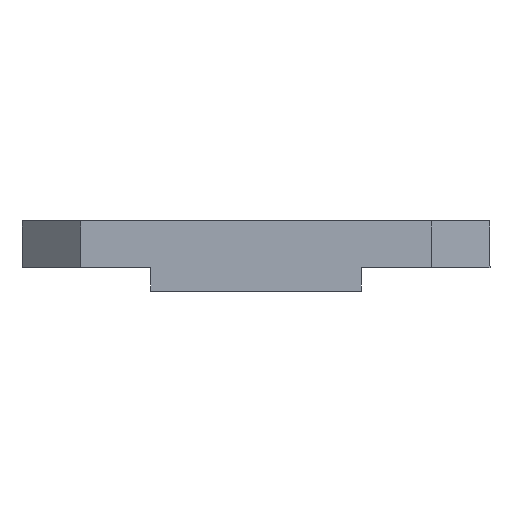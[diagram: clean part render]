
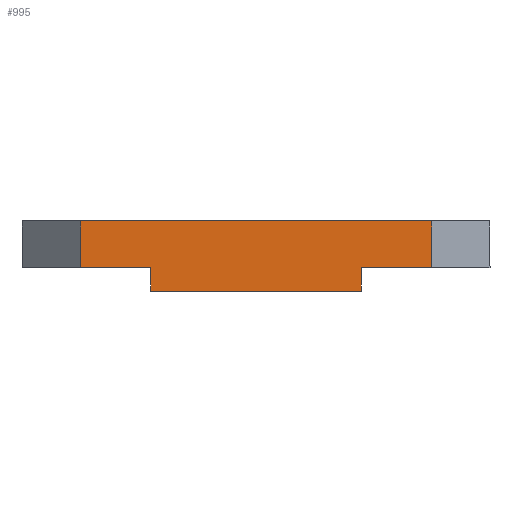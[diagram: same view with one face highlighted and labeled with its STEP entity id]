
A CAD part, left-side view. The second image highlights one B-rep face of the part: STEP entity #995.
In plain terms, the highlighted planar face has unit normal (-1, 0, 0).
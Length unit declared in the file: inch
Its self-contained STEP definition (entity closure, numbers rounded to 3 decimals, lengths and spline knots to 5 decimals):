
#32 = VECTOR ( 'NONE', #3704, 39.37008 ) ;
#54 = CARTESIAN_POINT ( 'NONE',  ( -2., -1.5, 0.2 ) ) ;
#122 = DIRECTION ( 'NONE',  ( 0., 0., 1. ) ) ;
#233 = LINE ( 'NONE', #758, #3683 ) ;
#241 = CARTESIAN_POINT ( 'NONE',  ( -2., 1.5, 0.6 ) ) ;
#293 = EDGE_CURVE ( 'NONE', #2941, #2771, #426, .T. ) ;
#354 = FACE_OUTER_BOUND ( 'NONE', #3365, .T. ) ;
#384 = EDGE_CURVE ( 'NONE', #634, #1237, #233, .T. ) ;
#426 = LINE ( 'NONE', #2675, #1897 ) ;
#521 = EDGE_CURVE ( 'NONE', #2334, #634, #3401, .T. ) ;
#544 = CARTESIAN_POINT ( 'NONE',  ( -2., -0.9, 0.6 ) ) ;
#566 = ORIENTED_EDGE ( 'NONE', *, *, #521, .T. ) ;
#568 = CARTESIAN_POINT ( 'NONE',  ( -2., -2., 0. ) ) ;
#634 = VERTEX_POINT ( 'NONE', #3492 ) ;
#681 = LINE ( 'NONE', #2984, #971 ) ;
#709 = EDGE_CURVE ( 'NONE', #3629, #2334, #1188, .T. ) ;
#736 = CARTESIAN_POINT ( 'NONE',  ( -2., 0.9, 0. ) ) ;
#758 = CARTESIAN_POINT ( 'NONE',  ( -2., -2., 0.2 ) ) ;
#760 = ORIENTED_EDGE ( 'NONE', *, *, #1693, .T. ) ;
#898 = LINE ( 'NONE', #1131, #3047 ) ;
#964 = ORIENTED_EDGE ( 'NONE', *, *, #384, .T. ) ;
#971 = VECTOR ( 'NONE', #122, 39.37008 ) ;
#995 = ADVANCED_FACE ( 'NONE', ( #354 ), #2707, .F. ) ;
#1057 = DIRECTION ( 'NONE',  ( 0., -1., 0. ) ) ;
#1064 = VECTOR ( 'NONE', #1723, 39.37008 ) ;
#1107 = VECTOR ( 'NONE', #1057, 39.37008 ) ;
#1131 = CARTESIAN_POINT ( 'NONE',  ( -2., 0.9, 0.6 ) ) ;
#1188 = LINE ( 'NONE', #568, #1064 ) ;
#1198 = ORIENTED_EDGE ( 'NONE', *, *, #2443, .T. ) ;
#1237 = VERTEX_POINT ( 'NONE', #54 ) ;
#1270 = CARTESIAN_POINT ( 'NONE',  ( -2., -1.5, 0.6 ) ) ;
#1306 = DIRECTION ( 'NONE',  ( 0., 0., -1. ) ) ;
#1567 = DIRECTION ( 'NONE',  ( 0., 1., 0. ) ) ;
#1576 = DIRECTION ( 'NONE',  ( 0., 0., -1. ) ) ;
#1588 = LINE ( 'NONE', #2471, #3670 ) ;
#1685 = CARTESIAN_POINT ( 'NONE',  ( -2., -0.9, 0. ) ) ;
#1693 = EDGE_CURVE ( 'NONE', #3656, #2771, #1588, .T. ) ;
#1723 = DIRECTION ( 'NONE',  ( 0., -1., 0. ) ) ;
#1897 = VECTOR ( 'NONE', #1567, 39.37008 ) ;
#1997 = CARTESIAN_POINT ( 'NONE',  ( -2., 0.9, 0.2 ) ) ;
#2051 = EDGE_CURVE ( 'NONE', #1237, #2828, #681, .T. ) ;
#2055 = ORIENTED_EDGE ( 'NONE', *, *, #293, .F. ) ;
#2228 = DIRECTION ( 'NONE',  ( 0., -1., 0. ) ) ;
#2306 = EDGE_CURVE ( 'NONE', #3656, #2828, #3354, .T. ) ;
#2334 = VERTEX_POINT ( 'NONE', #1685 ) ;
#2443 = EDGE_CURVE ( 'NONE', #2941, #3629, #898, .T. ) ;
#2471 = CARTESIAN_POINT ( 'NONE',  ( -2., 1.5, 0.6 ) ) ;
#2510 = CARTESIAN_POINT ( 'NONE',  ( -2., -2., 0.6 ) ) ;
#2642 = CARTESIAN_POINT ( 'NONE',  ( -2., 1.5, 0.2 ) ) ;
#2675 = CARTESIAN_POINT ( 'NONE',  ( -2., -2., 0.2 ) ) ;
#2707 = PLANE ( 'NONE',  #2786 ) ;
#2749 = DIRECTION ( 'NONE',  ( 1., 0., 0. ) ) ;
#2769 = ORIENTED_EDGE ( 'NONE', *, *, #2306, .F. ) ;
#2771 = VERTEX_POINT ( 'NONE', #2642 ) ;
#2786 = AXIS2_PLACEMENT_3D ( 'NONE', #2939, #2749, #1576 ) ;
#2828 = VERTEX_POINT ( 'NONE', #1270 ) ;
#2873 = DIRECTION ( 'NONE',  ( 0., 0., -1. ) ) ;
#2939 = CARTESIAN_POINT ( 'NONE',  ( -2., -2., 0.6 ) ) ;
#2941 = VERTEX_POINT ( 'NONE', #1997 ) ;
#2962 = ORIENTED_EDGE ( 'NONE', *, *, #709, .T. ) ;
#2984 = CARTESIAN_POINT ( 'NONE',  ( -2., -1.5, 0.6 ) ) ;
#3047 = VECTOR ( 'NONE', #2873, 39.37008 ) ;
#3354 = LINE ( 'NONE', #2510, #1107 ) ;
#3365 = EDGE_LOOP ( 'NONE', ( #964, #3370, #2769, #760, #2055, #1198, #2962, #566 ) ) ;
#3370 = ORIENTED_EDGE ( 'NONE', *, *, #2051, .T. ) ;
#3401 = LINE ( 'NONE', #544, #32 ) ;
#3492 = CARTESIAN_POINT ( 'NONE',  ( -2., -0.9, 0.2 ) ) ;
#3629 = VERTEX_POINT ( 'NONE', #736 ) ;
#3656 = VERTEX_POINT ( 'NONE', #241 ) ;
#3670 = VECTOR ( 'NONE', #1306, 39.37008 ) ;
#3683 = VECTOR ( 'NONE', #2228, 39.37008 ) ;
#3704 = DIRECTION ( 'NONE',  ( 0., 0., 1. ) ) ;
